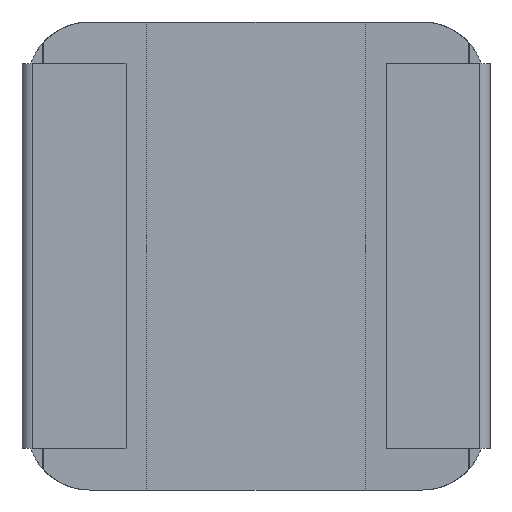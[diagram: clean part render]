
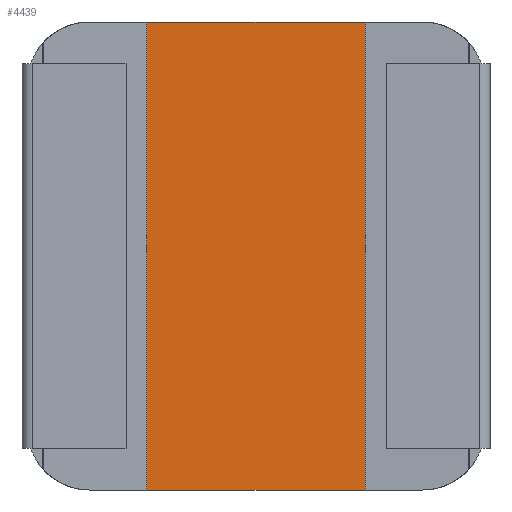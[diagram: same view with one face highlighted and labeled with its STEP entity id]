
A CAD part, front view. The second image highlights one B-rep face of the part: STEP entity #4439.
In plain terms, the highlighted planar face has unit normal (0, -1, 0).
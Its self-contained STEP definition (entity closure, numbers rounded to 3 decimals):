
#44 = VECTOR ( 'NONE', #250, 1000. ) ;
#61 = ORIENTED_EDGE ( 'NONE', *, *, #4429, .F. ) ;
#117 = CARTESIAN_POINT ( 'NONE',  ( -5.25, 0., 11.25 ) ) ;
#122 = DIRECTION ( 'NONE',  ( 1., 0., 0. ) ) ;
#250 = DIRECTION ( 'NONE',  ( -1., 0., 0. ) ) ;
#326 = AXIS2_PLACEMENT_3D ( 'NONE', #3828, #4781, #2990 ) ;
#336 = CARTESIAN_POINT ( 'NONE',  ( -11., 0., -11.25 ) ) ;
#484 = LINE ( 'NONE', #954, #1945 ) ;
#664 = CARTESIAN_POINT ( 'NONE',  ( -11., 0., 11.25 ) ) ;
#739 = DIRECTION ( 'NONE',  ( 0., 0., 1. ) ) ;
#954 = CARTESIAN_POINT ( 'NONE',  ( -5.25, 0., -11.25 ) ) ;
#1006 = EDGE_CURVE ( 'NONE', #5087, #4885, #484, .T. ) ;
#1091 = LINE ( 'NONE', #664, #2643 ) ;
#1106 = DIRECTION ( 'NONE',  ( 0., 0., 1. ) ) ;
#1243 = EDGE_LOOP ( 'NONE', ( #1480, #3037, #61, #2304 ) ) ;
#1480 = ORIENTED_EDGE ( 'NONE', *, *, #4600, .F. ) ;
#1521 = CARTESIAN_POINT ( 'NONE',  ( 5.25, 0., 11.25 ) ) ;
#1945 = VECTOR ( 'NONE', #1106, 1000. ) ;
#2161 = CARTESIAN_POINT ( 'NONE',  ( 5.25, 0., -11.25 ) ) ;
#2304 = ORIENTED_EDGE ( 'NONE', *, *, #4672, .T. ) ;
#2643 = VECTOR ( 'NONE', #122, 1000. ) ;
#2984 = CARTESIAN_POINT ( 'NONE',  ( 5.25, 0., -11.25 ) ) ;
#2990 = DIRECTION ( 'NONE',  ( 0., 0., 1. ) ) ;
#3021 = FACE_OUTER_BOUND ( 'NONE', #1243, .T. ) ;
#3037 = ORIENTED_EDGE ( 'NONE', *, *, #1006, .F. ) ;
#3131 = CARTESIAN_POINT ( 'NONE',  ( -5.25, 0., -11.25 ) ) ;
#3373 = VECTOR ( 'NONE', #739, 1000. ) ;
#3426 = PLANE ( 'NONE',  #326 ) ;
#3828 = CARTESIAN_POINT ( 'NONE',  ( 0., 0., 0. ) ) ;
#4429 = EDGE_CURVE ( 'NONE', #4817, #5087, #5161, .T. ) ;
#4439 = ADVANCED_FACE ( 'NONE', ( #3021 ), #3426, .F. ) ;
#4600 = EDGE_CURVE ( 'NONE', #4885, #4901, #1091, .T. ) ;
#4672 = EDGE_CURVE ( 'NONE', #4817, #4901, #4724, .T. ) ;
#4724 = LINE ( 'NONE', #2984, #3373 ) ;
#4781 = DIRECTION ( 'NONE',  ( 0., 1., 0. ) ) ;
#4817 = VERTEX_POINT ( 'NONE', #2161 ) ;
#4885 = VERTEX_POINT ( 'NONE', #117 ) ;
#4901 = VERTEX_POINT ( 'NONE', #1521 ) ;
#5087 = VERTEX_POINT ( 'NONE', #3131 ) ;
#5161 = LINE ( 'NONE', #336, #44 ) ;
